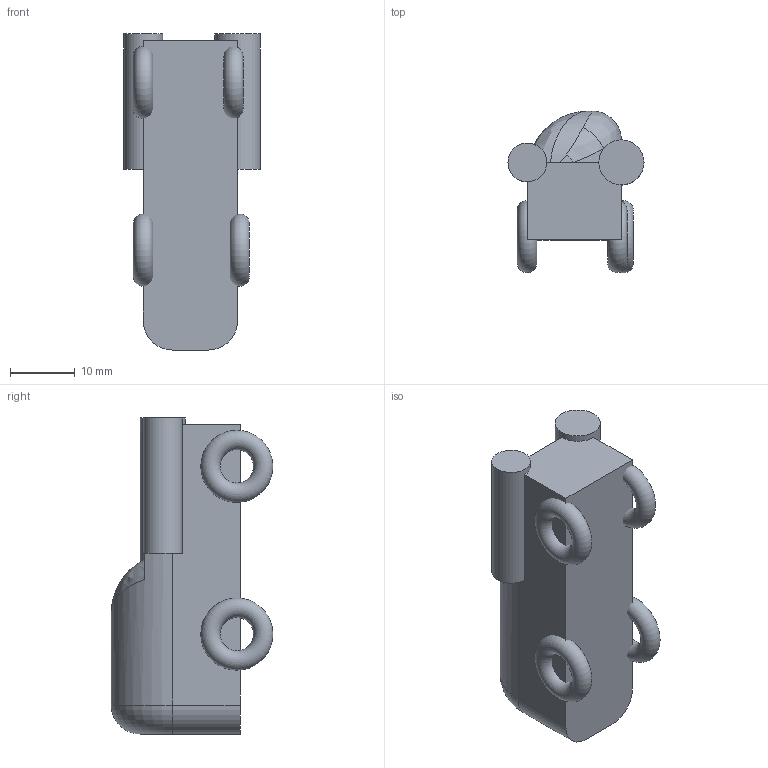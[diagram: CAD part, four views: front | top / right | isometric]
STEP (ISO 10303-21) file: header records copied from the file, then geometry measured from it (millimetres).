
FILE_DESCRIPTION(/* description */ (''),/* implementation_level */ '2;1');
FILE_NAME(/* name */ 'Paxton spuer car.step',/* time_stamp */ '2023-11-25T20:28:42-08:00',/* author */ (''),/* organization */ (''),/* preprocessor_version */ 'ST-DEVELOPER v20',/* originating_system */ 'Autodesk Translation Framework v12.14.0.127',/* authorisation */ '');
FILE_SCHEMA (('AUTOMOTIVE_DESIGN { 1 0 10303 214 3 1 1 }'));
Length unit declared in the file: millimetre
Products named in the file (1): Paxton spuer car
Bounding box: 21.09 x 25.07 x 49 mm (x, y, z)
Volume: 12392.3 mm3; surface area: 4646.8 mm2
Topology: 5 solids, 5 shells, 31 faces, 74 edges, 43 vertices
Faces by surface type: plane 11, cylinder 9, torus 6, bspline 4, sphere 1
Full cylindrical faces by diameter (mm): 6 x1, 7 x1
Entity records: 1067 total; most frequent: CARTESIAN_POINT 319, DIRECTION 153, ORIENTED_EDGE 144, EDGE_CURVE 72, AXIS2_PLACEMENT_3D 62, VERTEX_POINT 43, CIRCLE 32, FACE_OUTER_BOUND 31
